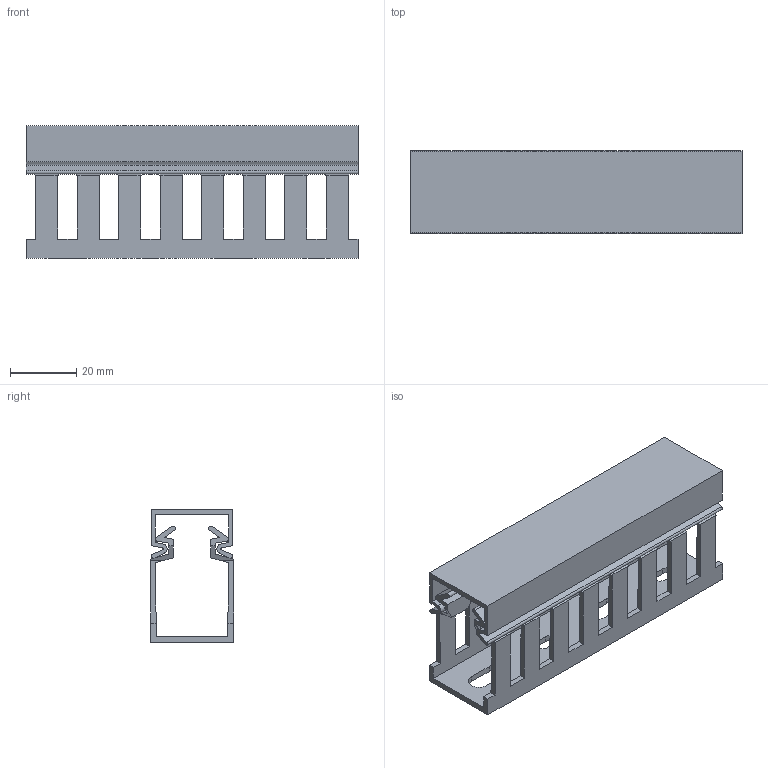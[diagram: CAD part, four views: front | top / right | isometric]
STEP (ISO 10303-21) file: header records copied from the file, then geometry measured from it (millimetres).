
FILE_DESCRIPTION((''),'2;1');
FILE_NAME('BA7A400250_ASM','2022-04-04T07:44:26',('buserr'),(''),'CREO PARAMETRIC BY PTC INC, 2021184','CREO PARAMETRIC BY PTC INC, 2021184','');
FILE_SCHEMA(('AUTOMOTIVE_DESIGN { 1 0 10303 214 1 1 1 1 }'));
Length unit declared in the file: millimetre
Products named in the file (3): PROXY_BA7A400251; PROXY_BA7A252-2; BA7A400250_ASM
Assembly tree (2 placements, depth 2):
  BA7A400250_ASM
    PROXY_BA7A400251
    PROXY_BA7A252-2
Bounding box: 100 x 25 x 40 mm (x, y, z)
Volume: 20645.8 mm3; surface area: 30849.2 mm2
Topology: 2 solids, 2 shells, 320 faces, 1005 edges, 711 vertices
Faces by surface type: plane 274, cylinder 46
Entity records: 12726 total; most frequent: CARTESIAN_POINT 2021, ORIENTED_EDGE 1896, DIRECTION 1851, EDGE_CURVE 948, VECTOR 898, LINE 898, VERTEX_POINT 632, AXIS2_PLACEMENT_3D 472
